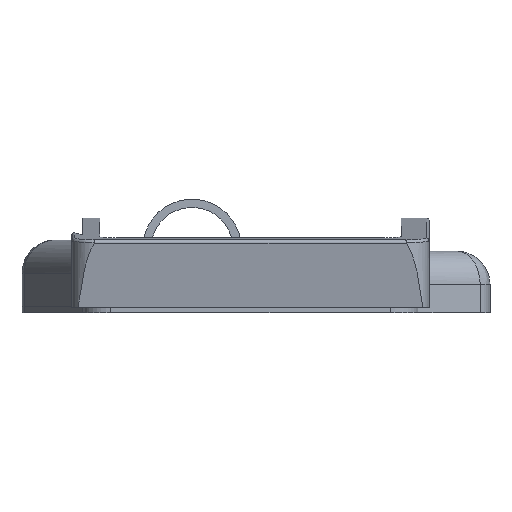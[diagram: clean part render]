
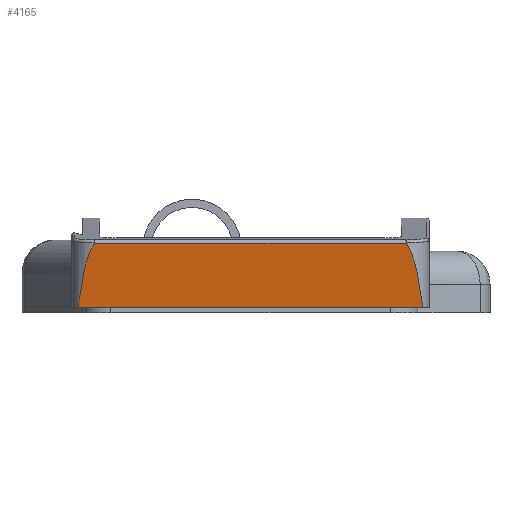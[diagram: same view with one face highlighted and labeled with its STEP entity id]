
A CAD part, front view. The second image highlights one B-rep face of the part: STEP entity #4165.
In plain terms, the highlighted planar face has unit normal (0, -0.989, -0.151).
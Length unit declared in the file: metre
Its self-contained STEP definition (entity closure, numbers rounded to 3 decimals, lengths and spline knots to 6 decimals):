
#132=ELLIPSE('',#4448,0.033021,0.005);
#134=ELLIPSE('',#4451,0.033021,0.005);
#1073=ORIENTED_EDGE('',*,*,#1684,.F.);
#1074=ORIENTED_EDGE('',*,*,#1829,.T.);
#1075=ORIENTED_EDGE('',*,*,#1681,.F.);
#1076=ORIENTED_EDGE('',*,*,#1465,.T.);
#1465=EDGE_CURVE('',#2032,#2033,#2440,.T.);
#1681=EDGE_CURVE('',#2032,#2196,#132,.T.);
#1684=EDGE_CURVE('',#2199,#2033,#134,.T.);
#1829=EDGE_CURVE('',#2199,#2196,#2754,.F.);
#2032=VERTEX_POINT('',#5987);
#2033=VERTEX_POINT('',#5988);
#2196=VERTEX_POINT('',#6419);
#2199=VERTEX_POINT('',#6430);
#2440=LINE('',#5986,#2946);
#2754=LINE('',#6716,#3260);
#2946=VECTOR('',#4822,1.);
#3260=VECTOR('',#5482,1.);
#3527=EDGE_LOOP('',(#1073,#1074,#1075,#1076));
#3766=FACE_BOUND('',#3527,.T.);
#3962=PLANE('',#4527);
#4165=ADVANCED_FACE('',(#3766),#3962,.F.);
#4448=AXIS2_PLACEMENT_3D('',#6422,#5181,#5182);
#4451=AXIS2_PLACEMENT_3D('',#6431,#5187,#5188);
#4527=AXIS2_PLACEMENT_3D('',#6715,#5480,#5481);
#4822=DIRECTION('',(1.,0.,0.));
#5181=DIRECTION('',(0.,0.988,0.151));
#5182=DIRECTION('',(0.,0.151,-0.988));
#5187=DIRECTION('',(0.,0.988,0.151));
#5188=DIRECTION('',(0.,0.151,-0.988));
#5480=DIRECTION('',(0.,0.988,0.151));
#5481=DIRECTION('',(0.,-0.151,0.988));
#5482=DIRECTION('',(1.,0.,0.));
#5986=CARTESIAN_POINT('',(-0.067769,-0.048843,0.001));
#5987=CARTESIAN_POINT('',(-0.031115,-0.048843,0.001));
#5988=CARTESIAN_POINT('',(0.031115,-0.048843,0.001));
#6419=CARTESIAN_POINT('',(-0.028128,-0.050614,0.012559));
#6422=CARTESIAN_POINT('',(-0.027231,-0.045695,-0.019551));
#6430=CARTESIAN_POINT('',(0.028128,-0.050614,0.012559));
#6431=CARTESIAN_POINT('',(0.027231,-0.045695,-0.019551));
#6715=CARTESIAN_POINT('',(-0.067769,-0.049769,0.007045));
#6716=CARTESIAN_POINT('',(-0.067769,-0.050614,0.012559));
